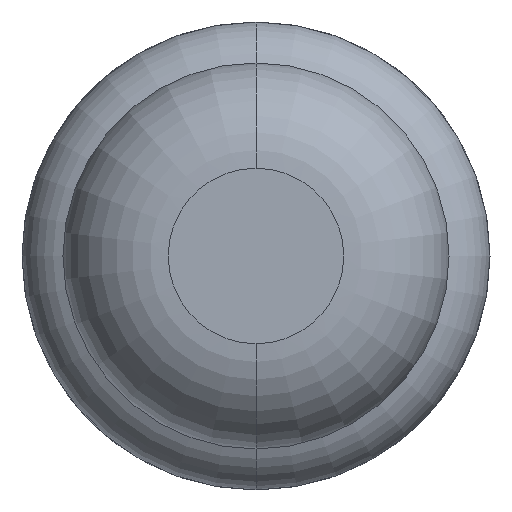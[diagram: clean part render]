
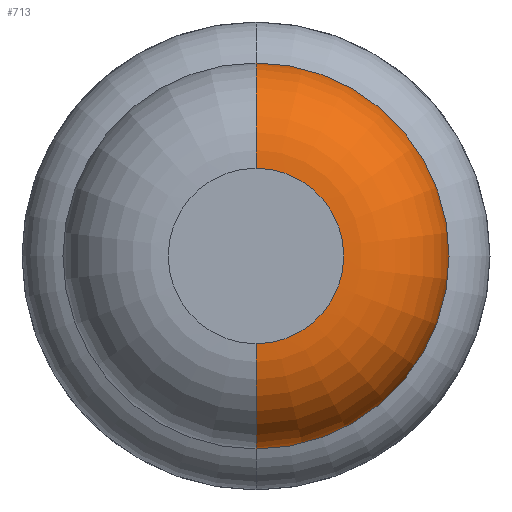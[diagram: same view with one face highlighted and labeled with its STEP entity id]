
A CAD part, front view. The second image highlights one B-rep face of the part: STEP entity #713.
In plain terms, the highlighted toroidal (fillet/blend) face has major radius 0.375 mm and minor radius 0.45 mm.
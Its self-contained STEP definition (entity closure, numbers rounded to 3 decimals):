
#36 = CARTESIAN_POINT ( 'NONE',  ( 0., -26.95, 0.375 ) ) ;
#580 = AXIS2_PLACEMENT_3D ( 'NONE', #4493, #5846, #2997 ) ;
#705 = DIRECTION ( 'NONE',  ( 0., 0., -1. ) ) ;
#713 = ADVANCED_FACE ( 'Defeature ausgef�hrt1_78', ( #5966 ), #5357, .T. ) ;
#755 = CIRCLE ( 'NONE', #3685, 0.45 ) ;
#1162 = ORIENTED_EDGE ( 'NONE', *, *, #3389, .T. ) ;
#1173 = CARTESIAN_POINT ( 'NONE',  ( 0., -26.95, -0.825 ) ) ;
#1367 = VERTEX_POINT ( 'NONE', #4461 ) ;
#1821 = CARTESIAN_POINT ( 'NONE',  ( 0., -26.95, 0. ) ) ;
#1831 = VERTEX_POINT ( 'NONE', #1173 ) ;
#1876 = CIRCLE ( 'NONE', #580, 0.825 ) ;
#2176 = AXIS2_PLACEMENT_3D ( 'NONE', #1821, #6075, #2782 ) ;
#2782 = DIRECTION ( 'NONE',  ( 0., 0., 1. ) ) ;
#2974 = DIRECTION ( 'NONE',  ( 0., 0., 1. ) ) ;
#2989 = CIRCLE ( 'NONE', #4740, 0.45 ) ;
#2997 = DIRECTION ( 'NONE',  ( 0., 0., 1. ) ) ;
#3013 = DIRECTION ( 'NONE',  ( 0., 1., 0. ) ) ;
#3110 = AXIS2_PLACEMENT_3D ( 'NONE', #3401, #3013, #2974 ) ;
#3194 = EDGE_CURVE ( 'NONE', #5545, #1831, #2989, .T. ) ;
#3381 = DIRECTION ( 'NONE',  ( -1., 0., 0. ) ) ;
#3389 = EDGE_CURVE ( 'Defeature ausgef�hrt1_78+Defeature ausgef�hrt1_77+Defeature ausgef�hrt1_77+Defeature ausgef�hrt1_77', #5057, #5545, #3757, .T. ) ;
#3401 = CARTESIAN_POINT ( 'NONE',  ( 0., -27.4, 0. ) ) ;
#3685 = AXIS2_PLACEMENT_3D ( 'NONE', #36, #3381, #5323 ) ;
#3757 = CIRCLE ( 'NONE', #3110, 0.375 ) ;
#3980 = CARTESIAN_POINT ( 'NONE',  ( 0., -27.4, -0.375 ) ) ;
#4033 = CARTESIAN_POINT ( 'NONE',  ( 0., -26.95, -0.375 ) ) ;
#4053 = ORIENTED_EDGE ( 'NONE', *, *, #4528, .F. ) ;
#4098 = ORIENTED_EDGE ( 'NONE', *, *, #3194, .T. ) ;
#4439 = EDGE_CURVE ( 'NONE', #5057, #1367, #755, .T. ) ;
#4461 = CARTESIAN_POINT ( 'NONE',  ( 0., -26.95, 0.825 ) ) ;
#4493 = CARTESIAN_POINT ( 'NONE',  ( 0., -26.95, 0. ) ) ;
#4528 = EDGE_CURVE ( 'Defeature ausgef�hrt1_79+Defeature ausgef�hrt1_78+Defeature ausgef�hrt1_78+Defeature ausgef�hrt1_78', #1367, #1831, #1876, .T. ) ;
#4740 = AXIS2_PLACEMENT_3D ( 'NONE', #4033, #5421, #705 ) ;
#5057 = VERTEX_POINT ( 'NONE', #5402 ) ;
#5323 = DIRECTION ( 'NONE',  ( 0., 0., 1. ) ) ;
#5357 = TOROIDAL_SURFACE ( 'NONE', #2176, 0.375, 0.45 ) ;
#5402 = CARTESIAN_POINT ( 'NONE',  ( 0., -27.4, 0.375 ) ) ;
#5421 = DIRECTION ( 'NONE',  ( 1., 0., 0. ) ) ;
#5545 = VERTEX_POINT ( 'NONE', #3980 ) ;
#5846 = DIRECTION ( 'NONE',  ( 0., 1., 0. ) ) ;
#5897 = EDGE_LOOP ( 'NONE', ( #1162, #4098, #4053, #6188 ) ) ;
#5966 = FACE_OUTER_BOUND ( 'NONE', #5897, .T. ) ;
#6075 = DIRECTION ( 'NONE',  ( 0., 1., 0. ) ) ;
#6188 = ORIENTED_EDGE ( 'NONE', *, *, #4439, .F. ) ;
